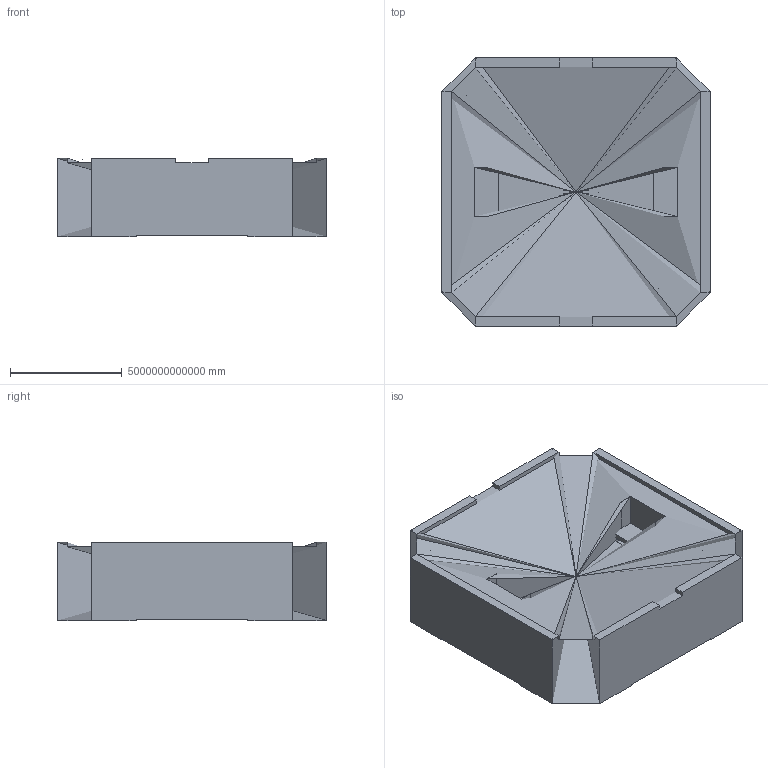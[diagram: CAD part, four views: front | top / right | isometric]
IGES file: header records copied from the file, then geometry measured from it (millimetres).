
Start section: C
Global section: file name: 430172085816.igs; native system: By Siemens PLM Incorporated; preprocessor: XPlus GENERIC/IGES 17.0.49; author: Author; organization: Title; date: 20151120.082854; units: millimetre
Bounding box: 12000000000000 x 12000000000000 x 3984494039742.99 mm (x, y, z)
Volume: 1743564184053.2 mm3; surface area: 1085.7 mm2
Topology: 16 solids, 24 shells, 239 faces, 577 edges, 388 vertices
Faces by surface type: bspline 239
